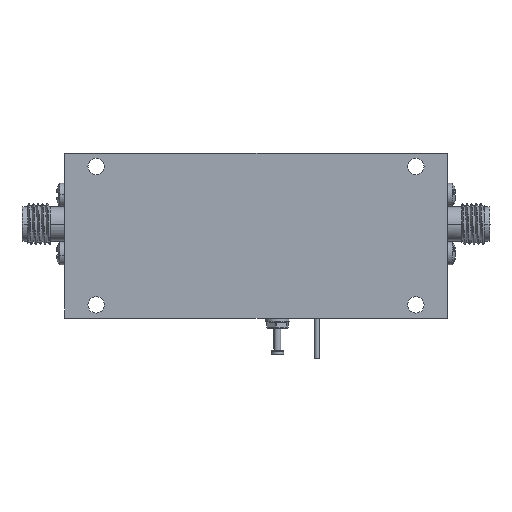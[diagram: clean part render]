
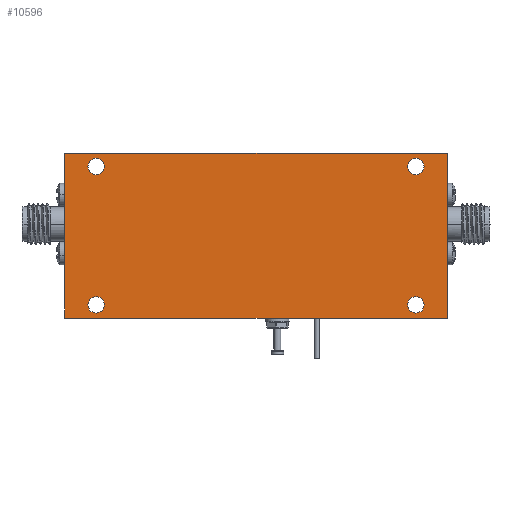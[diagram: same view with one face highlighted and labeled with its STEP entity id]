
A CAD part, front view. The second image highlights one B-rep face of the part: STEP entity #10596.
In plain terms, the highlighted planar face has unit normal (0, -1, 0).
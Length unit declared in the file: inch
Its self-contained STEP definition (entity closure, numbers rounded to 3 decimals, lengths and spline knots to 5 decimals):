
#1623 = EDGE_CURVE ( 'NONE', #23863, #22889, #15688, .T. ) ;
#1788 = VERTEX_POINT ( 'NONE', #90666 ) ;
#3287 = CARTESIAN_POINT ( 'NONE',  ( 2.13, 0., -0.08 ) ) ;
#4836 = EDGE_LOOP ( 'NONE', ( #55915, #23015 ) ) ;
#5594 = CIRCLE ( 'NONE', #48047, 0.05 ) ;
#5935 = AXIS2_PLACEMENT_3D ( 'NONE', #3287, #77235, #35806 ) ;
#8868 = EDGE_LOOP ( 'NONE', ( #77997, #32906 ) ) ;
#10596 = ADVANCED_FACE ( 'NONE', ( #45526, #61383, #93933, #93399, #44425 ), #62924, .T. ) ;
#10612 = ORIENTED_EDGE ( 'NONE', *, *, #78418, .F. ) ;
#10726 = LINE ( 'NONE', #27819, #69924 ) ;
#10952 = DIRECTION ( 'NONE',  ( 0., 0., 1. ) ) ;
#13753 = CIRCLE ( 'NONE', #47762, 0.05 ) ;
#14124 = EDGE_CURVE ( 'NONE', #50734, #38864, #15553, .T. ) ;
#14458 = CIRCLE ( 'NONE', #5935, 0.05 ) ;
#14698 = EDGE_LOOP ( 'NONE', ( #42866, #41518 ) ) ;
#15553 = CIRCLE ( 'NONE', #30921, 0.05 ) ;
#15688 = CIRCLE ( 'NONE', #29319, 0.05 ) ;
#16569 = CARTESIAN_POINT ( 'NONE',  ( 0., 0., 0. ) ) ;
#16935 = CARTESIAN_POINT ( 'NONE',  ( 0.19, 0., -0.92 ) ) ;
#17297 = VECTOR ( 'NONE', #94740, 39.37008 ) ;
#18664 = CARTESIAN_POINT ( 'NONE',  ( 0.19, 0., -0.13 ) ) ;
#18972 = AXIS2_PLACEMENT_3D ( 'NONE', #86942, #85893, #60833 ) ;
#19087 = CARTESIAN_POINT ( 'NONE',  ( 0., 0., -1. ) ) ;
#19383 = DIRECTION ( 'NONE',  ( 0., 0., 1. ) ) ;
#19387 = EDGE_CURVE ( 'NONE', #20904, #53090, #102961, .T. ) ;
#19658 = EDGE_CURVE ( 'NONE', #23480, #75729, #77452, .T. ) ;
#20735 = VECTOR ( 'NONE', #50574, 39.37008 ) ;
#20904 = VERTEX_POINT ( 'NONE', #91739 ) ;
#21373 = CARTESIAN_POINT ( 'NONE',  ( 0.19, 0., -0.03 ) ) ;
#21815 = VERTEX_POINT ( 'NONE', #90188 ) ;
#22422 = EDGE_CURVE ( 'NONE', #79266, #21815, #32042, .T. ) ;
#22889 = VERTEX_POINT ( 'NONE', #54997 ) ;
#23015 = ORIENTED_EDGE ( 'NONE', *, *, #19387, .T. ) ;
#23480 = VERTEX_POINT ( 'NONE', #36761 ) ;
#23863 = VERTEX_POINT ( 'NONE', #25924 ) ;
#24955 = VERTEX_POINT ( 'NONE', #85204 ) ;
#25577 = CARTESIAN_POINT ( 'NONE',  ( 0., 0., -1. ) ) ;
#25924 = CARTESIAN_POINT ( 'NONE',  ( 2.13, 0., -0.03 ) ) ;
#27258 = DIRECTION ( 'NONE',  ( 0., 0., 1. ) ) ;
#27819 = CARTESIAN_POINT ( 'NONE',  ( 0., 0., 0. ) ) ;
#28531 = DIRECTION ( 'NONE',  ( 0., 1., 0. ) ) ;
#29319 = AXIS2_PLACEMENT_3D ( 'NONE', #93962, #28531, #78950 ) ;
#29927 = AXIS2_PLACEMENT_3D ( 'NONE', #63784, #62202, #54811 ) ;
#30780 = DIRECTION ( 'NONE',  ( 0., 0., 1. ) ) ;
#30921 = AXIS2_PLACEMENT_3D ( 'NONE', #46525, #86903, #78888 ) ;
#32042 = LINE ( 'NONE', #16569, #20735 ) ;
#32906 = ORIENTED_EDGE ( 'NONE', *, *, #14124, .T. ) ;
#33022 = LINE ( 'NONE', #25577, #39368 ) ;
#35806 = DIRECTION ( 'NONE',  ( 0., 0., 1. ) ) ;
#36761 = CARTESIAN_POINT ( 'NONE',  ( 2.13, 0., -0.87 ) ) ;
#38249 = DIRECTION ( 'NONE',  ( 0., 1., 0. ) ) ;
#38864 = VERTEX_POINT ( 'NONE', #21373 ) ;
#39368 = VECTOR ( 'NONE', #48405, 39.37008 ) ;
#41518 = ORIENTED_EDGE ( 'NONE', *, *, #64246, .T. ) ;
#42866 = ORIENTED_EDGE ( 'NONE', *, *, #19658, .T. ) ;
#43467 = CARTESIAN_POINT ( 'NONE',  ( 0.19, 0., -0.87 ) ) ;
#44425 = FACE_OUTER_BOUND ( 'NONE', #91949, .T. ) ;
#45451 = DIRECTION ( 'NONE',  ( 0., 1., 0. ) ) ;
#45526 = FACE_BOUND ( 'NONE', #4836, .T. ) ;
#46525 = CARTESIAN_POINT ( 'NONE',  ( 0.19, 0., -0.08 ) ) ;
#47762 = AXIS2_PLACEMENT_3D ( 'NONE', #16935, #76100, #27258 ) ;
#48047 = AXIS2_PLACEMENT_3D ( 'NONE', #51804, #45451, #19383 ) ;
#48405 = DIRECTION ( 'NONE',  ( -1., 0., 0. ) ) ;
#50574 = DIRECTION ( 'NONE',  ( 0., 0., 1. ) ) ;
#50734 = VERTEX_POINT ( 'NONE', #18664 ) ;
#51804 = CARTESIAN_POINT ( 'NONE',  ( 2.13, 0., -0.92 ) ) ;
#53090 = VERTEX_POINT ( 'NONE', #43467 ) ;
#54811 = DIRECTION ( 'NONE',  ( 0., 0., 1. ) ) ;
#54997 = CARTESIAN_POINT ( 'NONE',  ( 2.13, 0., -0.13 ) ) ;
#55915 = ORIENTED_EDGE ( 'NONE', *, *, #98913, .T. ) ;
#56305 = CIRCLE ( 'NONE', #59662, 0.05 ) ;
#56809 = ORIENTED_EDGE ( 'NONE', *, *, #100687, .F. ) ;
#59581 = DIRECTION ( 'NONE',  ( 1., 0., 0. ) ) ;
#59662 = AXIS2_PLACEMENT_3D ( 'NONE', #83825, #98301, #10952 ) ;
#59806 = ORIENTED_EDGE ( 'NONE', *, *, #70654, .T. ) ;
#60833 = DIRECTION ( 'NONE',  ( 0., 0., -1. ) ) ;
#61383 = FACE_BOUND ( 'NONE', #14698, .T. ) ;
#62202 = DIRECTION ( 'NONE',  ( 0., 1., 0. ) ) ;
#62458 = EDGE_CURVE ( 'NONE', #38864, #50734, #56305, .T. ) ;
#62924 = PLANE ( 'NONE',  #18972 ) ;
#63739 = LINE ( 'NONE', #95273, #17297 ) ;
#63784 = CARTESIAN_POINT ( 'NONE',  ( 0.19, 0., -0.92 ) ) ;
#64246 = EDGE_CURVE ( 'NONE', #75729, #23480, #5594, .T. ) ;
#69924 = VECTOR ( 'NONE', #59581, 39.37008 ) ;
#70654 = EDGE_CURVE ( 'NONE', #22889, #23863, #14458, .T. ) ;
#75729 = VERTEX_POINT ( 'NONE', #101533 ) ;
#75794 = AXIS2_PLACEMENT_3D ( 'NONE', #103633, #38249, #30780 ) ;
#76100 = DIRECTION ( 'NONE',  ( 0., 1., 0. ) ) ;
#76894 = ORIENTED_EDGE ( 'NONE', *, *, #22422, .F. ) ;
#77235 = DIRECTION ( 'NONE',  ( 0., 1., 0. ) ) ;
#77452 = CIRCLE ( 'NONE', #75794, 0.05 ) ;
#77997 = ORIENTED_EDGE ( 'NONE', *, *, #62458, .T. ) ;
#78418 = EDGE_CURVE ( 'NONE', #1788, #24955, #63739, .T. ) ;
#78888 = DIRECTION ( 'NONE',  ( 0., 0., 1. ) ) ;
#78950 = DIRECTION ( 'NONE',  ( 0., 0., 1. ) ) ;
#79266 = VERTEX_POINT ( 'NONE', #19087 ) ;
#83825 = CARTESIAN_POINT ( 'NONE',  ( 0.19, 0., -0.08 ) ) ;
#85204 = CARTESIAN_POINT ( 'NONE',  ( 2.32, 0., -1. ) ) ;
#85893 = DIRECTION ( 'NONE',  ( 0., -1., 0. ) ) ;
#85950 = ORIENTED_EDGE ( 'NONE', *, *, #99188, .F. ) ;
#86903 = DIRECTION ( 'NONE',  ( 0., 1., 0. ) ) ;
#86942 = CARTESIAN_POINT ( 'NONE',  ( 0., 0., 0. ) ) ;
#90188 = CARTESIAN_POINT ( 'NONE',  ( 0., 0., 0. ) ) ;
#90666 = CARTESIAN_POINT ( 'NONE',  ( 2.32, 0., 0. ) ) ;
#91739 = CARTESIAN_POINT ( 'NONE',  ( 0.19, 0., -0.97 ) ) ;
#91949 = EDGE_LOOP ( 'NONE', ( #76894, #85950, #10612, #56809 ) ) ;
#93399 = FACE_BOUND ( 'NONE', #8868, .T. ) ;
#93933 = FACE_BOUND ( 'NONE', #99772, .T. ) ;
#93962 = CARTESIAN_POINT ( 'NONE',  ( 2.13, 0., -0.08 ) ) ;
#94740 = DIRECTION ( 'NONE',  ( 0., 0., -1. ) ) ;
#95273 = CARTESIAN_POINT ( 'NONE',  ( 2.32, 0., 0. ) ) ;
#98301 = DIRECTION ( 'NONE',  ( 0., 1., 0. ) ) ;
#98913 = EDGE_CURVE ( 'NONE', #53090, #20904, #13753, .T. ) ;
#99188 = EDGE_CURVE ( 'NONE', #24955, #79266, #33022, .T. ) ;
#99326 = ORIENTED_EDGE ( 'NONE', *, *, #1623, .T. ) ;
#99772 = EDGE_LOOP ( 'NONE', ( #99326, #59806 ) ) ;
#100687 = EDGE_CURVE ( 'NONE', #21815, #1788, #10726, .T. ) ;
#101533 = CARTESIAN_POINT ( 'NONE',  ( 2.13, 0., -0.97 ) ) ;
#102961 = CIRCLE ( 'NONE', #29927, 0.05 ) ;
#103633 = CARTESIAN_POINT ( 'NONE',  ( 2.13, 0., -0.92 ) ) ;
